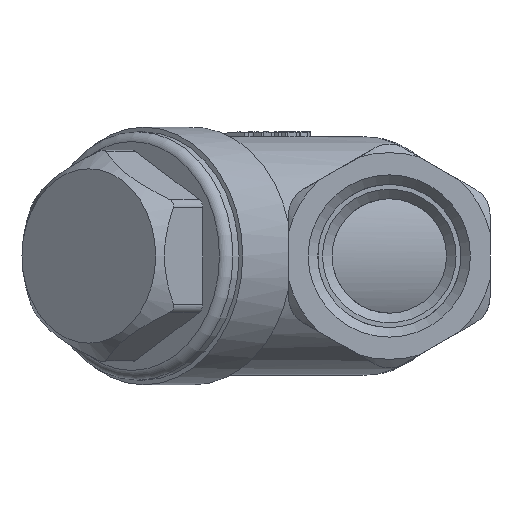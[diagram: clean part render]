
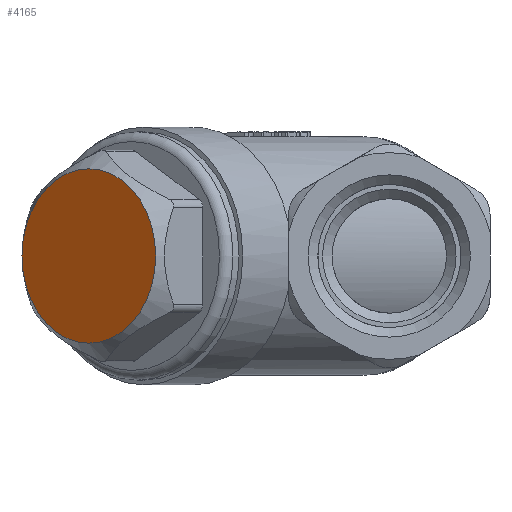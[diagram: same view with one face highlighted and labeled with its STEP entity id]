
A CAD part, left-side view. The second image highlights one B-rep face of the part: STEP entity #4165.
In plain terms, the highlighted planar face has unit normal (-0.766, 0.643, 0).
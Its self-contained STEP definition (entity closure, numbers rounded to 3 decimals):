
#497=PLANE('',#4620);
#725=FACE_OUTER_BOUND('',#970,.T.);
#970=EDGE_LOOP('',(#3671));
#1424=CIRCLE('',#4422,9.142);
#1769=VERTEX_POINT('',#7659);
#2247=EDGE_CURVE('',#1769,#1769,#1424,.T.);
#3671=ORIENTED_EDGE('',*,*,#2247,.T.);
#4165=ADVANCED_FACE('',(#725),#497,.T.);
#4422=AXIS2_PLACEMENT_3D('',#7660,#5204,#5205);
#4620=AXIS2_PLACEMENT_3D('',#9083,#5678,#5679);
#5204=DIRECTION('center_axis',(-0.766,0.643,0.));
#5205=DIRECTION('ref_axis',(0.643,0.766,0.));
#5678=DIRECTION('center_axis',(-0.766,0.643,0.));
#5679=DIRECTION('ref_axis',(0.,0.,1.));
#7659=CARTESIAN_POINT('',(-5.11,24.491,0.));
#7660=CARTESIAN_POINT('Origin',(0.767,31.493,0.));
#9083=CARTESIAN_POINT('Origin',(0.767,31.493,0.));
